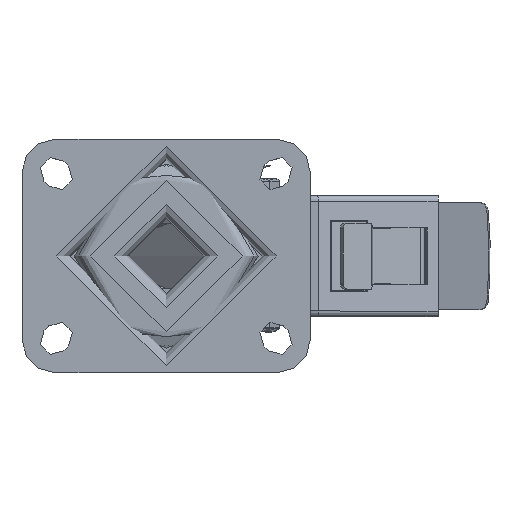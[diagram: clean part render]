
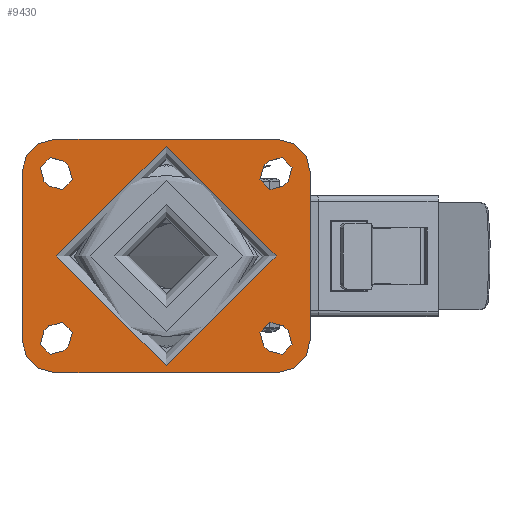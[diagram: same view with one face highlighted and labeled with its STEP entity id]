
A CAD part, top view. The second image highlights one B-rep face of the part: STEP entity #9430.
In plain terms, the highlighted planar face has unit normal (0, 0, 1).
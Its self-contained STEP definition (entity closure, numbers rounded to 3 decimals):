
#577=FACE_BOUND('',#3296,.T.);
#578=FACE_BOUND('',#3297,.T.);
#579=FACE_BOUND('',#3298,.T.);
#580=FACE_BOUND('',#3299,.T.);
#581=FACE_BOUND('',#3300,.T.);
#632=PLANE('',#10218);
#1018=LINE('',#14035,#1835);
#1019=LINE('',#14036,#1836);
#1020=LINE('',#14037,#1837);
#1021=LINE('',#14038,#1838);
#1022=LINE('',#14039,#1839);
#1023=LINE('',#14040,#1840);
#1024=LINE('',#14041,#1841);
#1025=LINE('',#14042,#1842);
#1026=LINE('',#14043,#1843);
#1027=LINE('',#14044,#1844);
#1028=LINE('',#14045,#1845);
#1029=LINE('',#14046,#1846);
#1835=VECTOR('',#11347,1000.);
#1836=VECTOR('',#11348,1000.);
#1837=VECTOR('',#11349,1000.);
#1838=VECTOR('',#11350,1000.);
#1839=VECTOR('',#11351,1000.);
#1840=VECTOR('',#11352,1000.);
#1841=VECTOR('',#11353,1000.);
#1842=VECTOR('',#11354,1000.);
#1843=VECTOR('',#11355,1000.);
#1844=VECTOR('',#11356,1000.);
#1845=VECTOR('',#11357,1000.);
#1846=VECTOR('',#11358,1000.);
#2744=FACE_OUTER_BOUND('',#3295,.T.);
#3295=EDGE_LOOP('',(#6756,#6757,#6758,#6759,#6760,#6761,#6762,#6763));
#3296=EDGE_LOOP('',(#6764,#6765,#6766,#6767));
#3297=EDGE_LOOP('',(#6768,#6769,#6770,#6771));
#3298=EDGE_LOOP('',(#6772,#6773,#6774,#6775));
#3299=EDGE_LOOP('',(#6776,#6777,#6778,#6779));
#3300=EDGE_LOOP('',(#6780));
#3877=CIRCLE('',#10097,5.125);
#3878=CIRCLE('',#10099,5.125);
#3881=CIRCLE('',#10103,5.125);
#3882=CIRCLE('',#10105,5.125);
#3884=CIRCLE('',#10108,5.125);
#3887=CIRCLE('',#10112,5.125);
#3888=CIRCLE('',#10114,5.125);
#3891=CIRCLE('',#10118,5.125);
#3892=CIRCLE('',#10120,12.);
#3894=CIRCLE('',#10123,12.);
#3896=CIRCLE('',#10126,12.);
#3898=CIRCLE('',#10129,12.);
#3919=CIRCLE('',#10160,40.);
#4225=VERTEX_POINT('',#13675);
#4226=VERTEX_POINT('',#13677);
#4227=VERTEX_POINT('',#13681);
#4228=VERTEX_POINT('',#13682);
#4233=VERTEX_POINT('',#13693);
#4234=VERTEX_POINT('',#13695);
#4235=VERTEX_POINT('',#13699);
#4236=VERTEX_POINT('',#13700);
#4239=VERTEX_POINT('',#13708);
#4240=VERTEX_POINT('',#13709);
#4245=VERTEX_POINT('',#13720);
#4246=VERTEX_POINT('',#13722);
#4247=VERTEX_POINT('',#13726);
#4248=VERTEX_POINT('',#13727);
#4253=VERTEX_POINT('',#13738);
#4254=VERTEX_POINT('',#13740);
#4255=VERTEX_POINT('',#13744);
#4256=VERTEX_POINT('',#13745);
#4259=VERTEX_POINT('',#13753);
#4260=VERTEX_POINT('',#13754);
#4263=VERTEX_POINT('',#13762);
#4264=VERTEX_POINT('',#13763);
#4267=VERTEX_POINT('',#13771);
#4268=VERTEX_POINT('',#13772);
#4285=VERTEX_POINT('',#13826);
#5141=EDGE_CURVE('',#4226,#4225,#3877,.T.);
#5143=EDGE_CURVE('',#4227,#4228,#3878,.T.);
#5149=EDGE_CURVE('',#4234,#4233,#3881,.T.);
#5151=EDGE_CURVE('',#4235,#4236,#3882,.T.);
#5155=EDGE_CURVE('',#4239,#4240,#3884,.T.);
#5161=EDGE_CURVE('',#4246,#4245,#3887,.T.);
#5163=EDGE_CURVE('',#4247,#4248,#3888,.T.);
#5169=EDGE_CURVE('',#4254,#4253,#3891,.T.);
#5171=EDGE_CURVE('',#4255,#4256,#3892,.T.);
#5175=EDGE_CURVE('',#4259,#4260,#3894,.T.);
#5179=EDGE_CURVE('',#4263,#4264,#3896,.T.);
#5183=EDGE_CURVE('',#4267,#4268,#3898,.T.);
#5210=EDGE_CURVE('',#4285,#4285,#3919,.T.);
#5314=EDGE_CURVE('',#4264,#4267,#1018,.T.);
#5315=EDGE_CURVE('',#4260,#4263,#1019,.T.);
#5316=EDGE_CURVE('',#4256,#4259,#1020,.T.);
#5317=EDGE_CURVE('',#4268,#4255,#1021,.T.);
#5318=EDGE_CURVE('',#4225,#4227,#1022,.T.);
#5319=EDGE_CURVE('',#4228,#4226,#1023,.T.);
#5320=EDGE_CURVE('',#4233,#4235,#1024,.T.);
#5321=EDGE_CURVE('',#4236,#4234,#1025,.T.);
#5322=EDGE_CURVE('',#4240,#4246,#1026,.T.);
#5323=EDGE_CURVE('',#4245,#4239,#1027,.T.);
#5324=EDGE_CURVE('',#4248,#4254,#1028,.T.);
#5325=EDGE_CURVE('',#4253,#4247,#1029,.T.);
#6756=ORIENTED_EDGE('',*,*,#5183,.F.);
#6757=ORIENTED_EDGE('',*,*,#5314,.F.);
#6758=ORIENTED_EDGE('',*,*,#5179,.F.);
#6759=ORIENTED_EDGE('',*,*,#5315,.F.);
#6760=ORIENTED_EDGE('',*,*,#5175,.F.);
#6761=ORIENTED_EDGE('',*,*,#5316,.F.);
#6762=ORIENTED_EDGE('',*,*,#5171,.F.);
#6763=ORIENTED_EDGE('',*,*,#5317,.F.);
#6764=ORIENTED_EDGE('',*,*,#5318,.T.);
#6765=ORIENTED_EDGE('',*,*,#5143,.T.);
#6766=ORIENTED_EDGE('',*,*,#5319,.T.);
#6767=ORIENTED_EDGE('',*,*,#5141,.T.);
#6768=ORIENTED_EDGE('',*,*,#5320,.T.);
#6769=ORIENTED_EDGE('',*,*,#5151,.T.);
#6770=ORIENTED_EDGE('',*,*,#5321,.T.);
#6771=ORIENTED_EDGE('',*,*,#5149,.T.);
#6772=ORIENTED_EDGE('',*,*,#5322,.T.);
#6773=ORIENTED_EDGE('',*,*,#5161,.T.);
#6774=ORIENTED_EDGE('',*,*,#5323,.T.);
#6775=ORIENTED_EDGE('',*,*,#5155,.T.);
#6776=ORIENTED_EDGE('',*,*,#5324,.T.);
#6777=ORIENTED_EDGE('',*,*,#5169,.T.);
#6778=ORIENTED_EDGE('',*,*,#5325,.T.);
#6779=ORIENTED_EDGE('',*,*,#5163,.T.);
#6780=ORIENTED_EDGE('',*,*,#5210,.F.);
#9430=ADVANCED_FACE('',(#2744,#577,#578,#579,#580,#581),#632,.T.);
#10097=AXIS2_PLACEMENT_3D('',#13678,#11027,#11028);
#10099=AXIS2_PLACEMENT_3D('',#13683,#11032,#11033);
#10103=AXIS2_PLACEMENT_3D('',#13696,#11043,#11044);
#10105=AXIS2_PLACEMENT_3D('',#13701,#11048,#11049);
#10108=AXIS2_PLACEMENT_3D('',#13710,#11056,#11057);
#10112=AXIS2_PLACEMENT_3D('',#13723,#11067,#11068);
#10114=AXIS2_PLACEMENT_3D('',#13728,#11072,#11073);
#10118=AXIS2_PLACEMENT_3D('',#13741,#11083,#11084);
#10120=AXIS2_PLACEMENT_3D('',#13746,#11088,#11089);
#10123=AXIS2_PLACEMENT_3D('',#13755,#11096,#11097);
#10126=AXIS2_PLACEMENT_3D('',#13764,#11104,#11105);
#10129=AXIS2_PLACEMENT_3D('',#13773,#11112,#11113);
#10160=AXIS2_PLACEMENT_3D('',#13827,#11180,#11181);
#10218=AXIS2_PLACEMENT_3D('',#14034,#11345,#11346);
#11027=DIRECTION('center_axis',(0.,0.,-1.));
#11028=DIRECTION('ref_axis',(-1.,0.,0.));
#11032=DIRECTION('center_axis',(0.,0.,-1.));
#11033=DIRECTION('ref_axis',(-1.,0.,0.));
#11043=DIRECTION('center_axis',(0.,0.,-1.));
#11044=DIRECTION('ref_axis',(-1.,0.,0.));
#11048=DIRECTION('center_axis',(0.,0.,-1.));
#11049=DIRECTION('ref_axis',(-1.,0.,0.));
#11056=DIRECTION('center_axis',(0.,0.,-1.));
#11057=DIRECTION('ref_axis',(1.,0.,0.));
#11067=DIRECTION('center_axis',(0.,0.,-1.));
#11068=DIRECTION('ref_axis',(1.,0.,0.));
#11072=DIRECTION('center_axis',(0.,0.,-1.));
#11073=DIRECTION('ref_axis',(1.,0.,0.));
#11083=DIRECTION('center_axis',(0.,0.,-1.));
#11084=DIRECTION('ref_axis',(1.,0.,0.));
#11088=DIRECTION('center_axis',(0.,0.,-1.));
#11089=DIRECTION('ref_axis',(-0.707,0.707,0.));
#11096=DIRECTION('center_axis',(0.,0.,-1.));
#11097=DIRECTION('ref_axis',(0.707,0.707,0.));
#11104=DIRECTION('center_axis',(0.,0.,-1.));
#11105=DIRECTION('ref_axis',(0.707,-0.707,0.));
#11112=DIRECTION('center_axis',(0.,0.,-1.));
#11113=DIRECTION('ref_axis',(-0.707,-0.707,0.));
#11180=DIRECTION('center_axis',(0.,0.,1.));
#11181=DIRECTION('ref_axis',(1.,0.,0.));
#11345=DIRECTION('center_axis',(0.,0.,1.));
#11346=DIRECTION('ref_axis',(1.,0.,0.));
#11347=DIRECTION('',(-1.,0.,0.));
#11348=DIRECTION('',(0.,-1.,0.));
#11349=DIRECTION('',(1.,0.,0.));
#11350=DIRECTION('',(0.,1.,0.));
#11351=DIRECTION('',(-0.707,0.707,0.));
#11352=DIRECTION('',(0.707,-0.707,0.));
#11353=DIRECTION('',(-0.707,-0.707,0.));
#11354=DIRECTION('',(0.707,0.707,0.));
#11355=DIRECTION('',(-0.707,-0.707,0.));
#11356=DIRECTION('',(0.707,0.707,0.));
#11357=DIRECTION('',(-0.707,0.707,0.));
#11358=DIRECTION('',(0.707,-0.707,0.));
#13675=CARTESIAN_POINT('',(37.26,-34.508,0.));
#13677=CARTESIAN_POINT('',(44.508,-27.26,0.));
#13678=CARTESIAN_POINT('Origin',(40.884,-30.884,0.));
#13681=CARTESIAN_POINT('',(35.492,-32.74,0.));
#13682=CARTESIAN_POINT('',(42.74,-25.492,0.));
#13683=CARTESIAN_POINT('Origin',(39.116,-29.116,0.));
#13693=CARTESIAN_POINT('',(44.508,27.26,0.));
#13695=CARTESIAN_POINT('',(37.26,34.508,0.));
#13696=CARTESIAN_POINT('Origin',(40.884,30.884,0.));
#13699=CARTESIAN_POINT('',(42.74,25.492,0.));
#13700=CARTESIAN_POINT('',(35.492,32.74,0.));
#13701=CARTESIAN_POINT('Origin',(39.116,29.116,0.));
#13708=CARTESIAN_POINT('',(-42.74,-25.492,0.));
#13709=CARTESIAN_POINT('',(-35.492,-32.74,0.));
#13710=CARTESIAN_POINT('Origin',(-39.116,-29.116,0.));
#13720=CARTESIAN_POINT('',(-44.508,-27.26,0.));
#13722=CARTESIAN_POINT('',(-37.26,-34.508,0.));
#13723=CARTESIAN_POINT('Origin',(-40.884,-30.884,0.));
#13726=CARTESIAN_POINT('',(-35.492,32.74,0.));
#13727=CARTESIAN_POINT('',(-42.74,25.492,0.));
#13728=CARTESIAN_POINT('Origin',(-39.116,29.116,0.));
#13738=CARTESIAN_POINT('',(-37.26,34.508,0.));
#13740=CARTESIAN_POINT('',(-44.508,27.26,0.));
#13741=CARTESIAN_POINT('Origin',(-40.884,30.884,0.));
#13744=CARTESIAN_POINT('',(-52.5,30.5,0.));
#13745=CARTESIAN_POINT('',(-40.5,42.5,0.));
#13746=CARTESIAN_POINT('Origin',(-40.5,30.5,0.));
#13753=CARTESIAN_POINT('',(40.5,42.5,0.));
#13754=CARTESIAN_POINT('',(52.5,30.5,0.));
#13755=CARTESIAN_POINT('Origin',(40.5,30.5,0.));
#13762=CARTESIAN_POINT('',(52.5,-30.5,0.));
#13763=CARTESIAN_POINT('',(40.5,-42.5,0.));
#13764=CARTESIAN_POINT('Origin',(40.5,-30.5,0.));
#13771=CARTESIAN_POINT('',(-40.5,-42.5,0.));
#13772=CARTESIAN_POINT('',(-52.5,-30.5,0.));
#13773=CARTESIAN_POINT('Origin',(-40.5,-30.5,0.));
#13826=CARTESIAN_POINT('',(40.,0.,0.));
#13827=CARTESIAN_POINT('Origin',(0.,0.,0.));
#14034=CARTESIAN_POINT('Origin',(0.,0.,0.));
#14035=CARTESIAN_POINT('',(52.5,-42.5,0.));
#14036=CARTESIAN_POINT('',(52.5,42.5,0.));
#14037=CARTESIAN_POINT('',(-52.5,42.5,0.));
#14038=CARTESIAN_POINT('',(-52.5,-42.5,0.));
#14039=CARTESIAN_POINT('',(37.26,-34.508,0.));
#14040=CARTESIAN_POINT('',(44.508,-27.26,0.));
#14041=CARTESIAN_POINT('',(44.508,27.26,0.));
#14042=CARTESIAN_POINT('',(37.26,34.508,0.));
#14043=CARTESIAN_POINT('',(-37.26,-34.508,0.));
#14044=CARTESIAN_POINT('',(-44.508,-27.26,0.));
#14045=CARTESIAN_POINT('',(-44.508,27.26,0.));
#14046=CARTESIAN_POINT('',(-37.26,34.508,0.));
